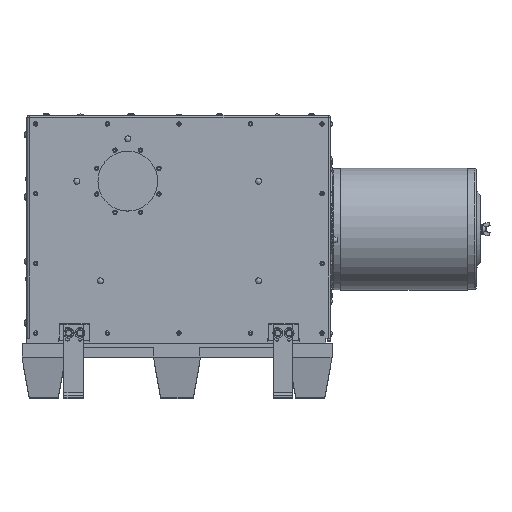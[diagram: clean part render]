
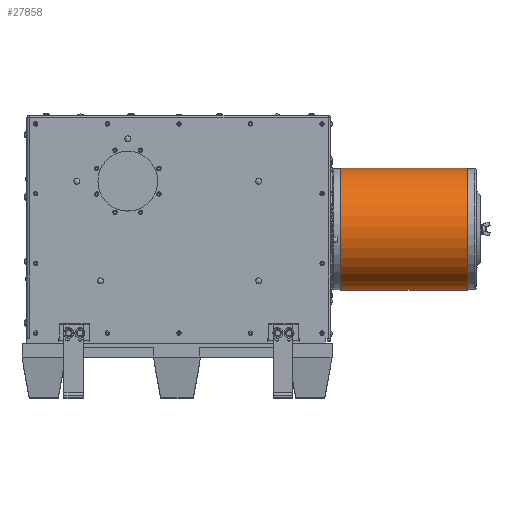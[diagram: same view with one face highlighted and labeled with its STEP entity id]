
A CAD part, top view. The second image highlights one B-rep face of the part: STEP entity #27858.
In plain terms, the highlighted cylindrical face has radius 155.448 mm (diameter 310.896 mm), a full revolution.
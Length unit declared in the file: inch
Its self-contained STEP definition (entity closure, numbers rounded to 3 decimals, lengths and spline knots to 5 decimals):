
#7163=FACE_BOUND('',#11016,.T.);
#8845=FACE_OUTER_BOUND('',#11015,.T.);
#11015=EDGE_LOOP('',(#25831));
#11016=EDGE_LOOP('',(#25832));
#11031=CIRCLE('',#27888,6.12);
#11124=CIRCLE('',#28048,6.12);
#12052=VERTEX_POINT('',#37822);
#12153=VERTEX_POINT('',#40711);
#14519=EDGE_CURVE('',#12052,#12052,#11031,.T.);
#14674=EDGE_CURVE('',#12153,#12153,#11124,.T.);
#25831=ORIENTED_EDGE('',*,*,#14519,.F.);
#25832=ORIENTED_EDGE('',*,*,#14674,.F.);
#26176=CYLINDRICAL_SURFACE('',#30489,6.12);
#27858=ADVANCED_FACE('',(#8845,#7163),#26176,.T.);
#27888=AXIS2_PLACEMENT_3D('',#37823,#30534,#30535);
#28048=AXIS2_PLACEMENT_3D('',#40712,#30884,#30885);
#30489=AXIS2_PLACEMENT_3D('',#98867,#37784,#37785);
#30534=DIRECTION('center_axis',(1.,0.,0.));
#30535=DIRECTION('ref_axis',(0.,0.882,0.47));
#30884=DIRECTION('center_axis',(-1.,0.,0.));
#30885=DIRECTION('ref_axis',(0.,0.882,0.47));
#37784=DIRECTION('center_axis',(1.,0.,0.));
#37785=DIRECTION('ref_axis',(0.,0.882,0.47));
#37822=CARTESIAN_POINT('',(44.723,4.59925,8.99641));
#37823=CARTESIAN_POINT('Origin',(44.723,10.,11.875));
#40711=CARTESIAN_POINT('',(31.973,4.59925,8.99641));
#40712=CARTESIAN_POINT('Origin',(31.973,10.,11.875));
#98867=CARTESIAN_POINT('Origin',(31.973,10.,11.875));
